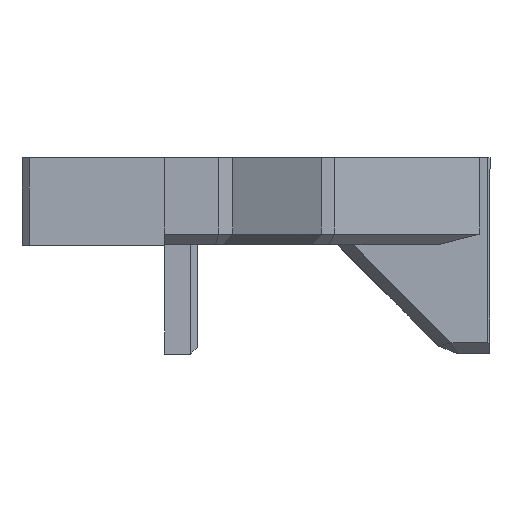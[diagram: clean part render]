
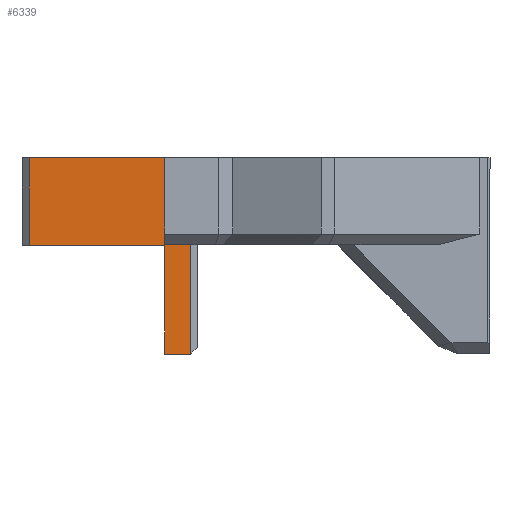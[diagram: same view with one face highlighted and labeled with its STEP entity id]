
A CAD part, left-side view. The second image highlights one B-rep face of the part: STEP entity #6339.
In plain terms, the highlighted planar face has unit normal (-1, 0, 0).
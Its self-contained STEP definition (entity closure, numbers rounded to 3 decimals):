
#125=PLANE('',#6727);
#434=FACE_OUTER_BOUND('',#790,.T.);
#790=EDGE_LOOP('',(#5270,#5271,#5272,#5273,#5274,#5275,#5276,#5277));
#1575=LINE('',#14247,#2069);
#1664=LINE('',#20502,#2158);
#1665=LINE('',#20504,#2159);
#1666=LINE('',#20506,#2160);
#1667=LINE('',#20508,#2161);
#1668=LINE('',#20510,#2162);
#1669=LINE('',#20512,#2163);
#1670=LINE('',#20513,#2164);
#2069=VECTOR('',#7463,10.);
#2158=VECTOR('',#7694,10.);
#2159=VECTOR('',#7695,10.);
#2160=VECTOR('',#7696,10.);
#2161=VECTOR('',#7697,10.);
#2162=VECTOR('',#7698,10.);
#2163=VECTOR('',#7699,10.);
#2164=VECTOR('',#7700,10.);
#2756=VERTEX_POINT('',#14243);
#2758=VERTEX_POINT('',#14246);
#2821=VERTEX_POINT('',#20501);
#2822=VERTEX_POINT('',#20503);
#2823=VERTEX_POINT('',#20505);
#2824=VERTEX_POINT('',#20507);
#2825=VERTEX_POINT('',#20509);
#2826=VERTEX_POINT('',#20511);
#3531=EDGE_CURVE('',#2756,#2758,#1575,.T.);
#3670=EDGE_CURVE('',#2821,#2756,#1664,.T.);
#3671=EDGE_CURVE('',#2821,#2822,#1665,.F.);
#3672=EDGE_CURVE('',#2823,#2822,#1666,.T.);
#3673=EDGE_CURVE('',#2824,#2823,#1667,.T.);
#3674=EDGE_CURVE('',#2825,#2824,#1668,.T.);
#3675=EDGE_CURVE('',#2825,#2826,#1669,.T.);
#3676=EDGE_CURVE('',#2758,#2826,#1670,.T.);
#5270=ORIENTED_EDGE('',*,*,#3531,.F.);
#5271=ORIENTED_EDGE('',*,*,#3670,.F.);
#5272=ORIENTED_EDGE('',*,*,#3671,.T.);
#5273=ORIENTED_EDGE('',*,*,#3672,.F.);
#5274=ORIENTED_EDGE('',*,*,#3673,.F.);
#5275=ORIENTED_EDGE('',*,*,#3674,.F.);
#5276=ORIENTED_EDGE('',*,*,#3675,.T.);
#5277=ORIENTED_EDGE('',*,*,#3676,.F.);
#6339=ADVANCED_FACE('',(#434),#125,.F.);
#6727=AXIS2_PLACEMENT_3D('',#20500,#7692,#7693);
#7463=DIRECTION('',(0.,0.,-1.));
#7692=DIRECTION('center_axis',(1.,0.,0.));
#7693=DIRECTION('ref_axis',(0.,0.,-1.));
#7694=DIRECTION('',(0.,-1.,0.));
#7695=DIRECTION('',(0.,0.,1.));
#7696=DIRECTION('',(0.,1.,0.));
#7697=DIRECTION('',(0.,0.,1.));
#7698=DIRECTION('',(0.,1.,0.));
#7699=DIRECTION('',(0.,0.,1.));
#7700=DIRECTION('',(0.,-1.,0.));
#14243=CARTESIAN_POINT('',(698.5,8.148,326.5));
#14246=CARTESIAN_POINT('',(698.5,8.148,309.));
#14247=CARTESIAN_POINT('',(698.5,8.148,315.225));
#20500=CARTESIAN_POINT('Origin',(698.5,-12.852,303.95));
#20501=CARTESIAN_POINT('',(698.5,39.198,326.5));
#20502=CARTESIAN_POINT('',(698.5,-21.04,326.5));
#20503=CARTESIAN_POINT('',(698.5,39.198,306.4));
#20504=CARTESIAN_POINT('',(698.5,39.198,324.312));
#20505=CARTESIAN_POINT('',(698.5,8.148,306.4));
#20506=CARTESIAN_POINT('',(698.5,5.898,306.4));
#20507=CARTESIAN_POINT('',(698.5,8.148,281.4));
#20508=CARTESIAN_POINT('',(698.5,8.148,315.225));
#20509=CARTESIAN_POINT('',(698.5,2.148,281.4));
#20510=CARTESIAN_POINT('',(698.5,-4.227,281.4));
#20511=CARTESIAN_POINT('',(698.5,2.148,309.));
#20512=CARTESIAN_POINT('',(698.5,2.148,309.));
#20513=CARTESIAN_POINT('',(698.5,-3.852,309.));
